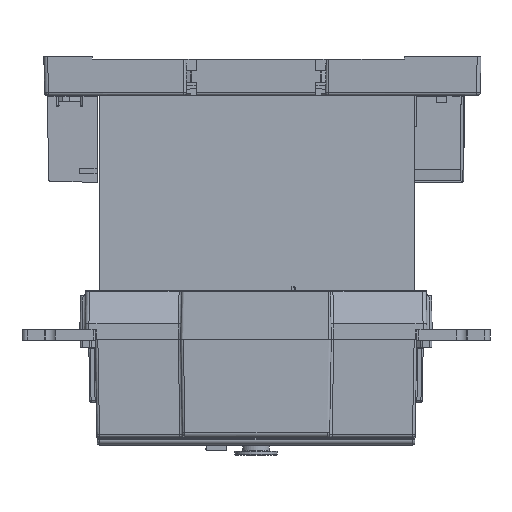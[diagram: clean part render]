
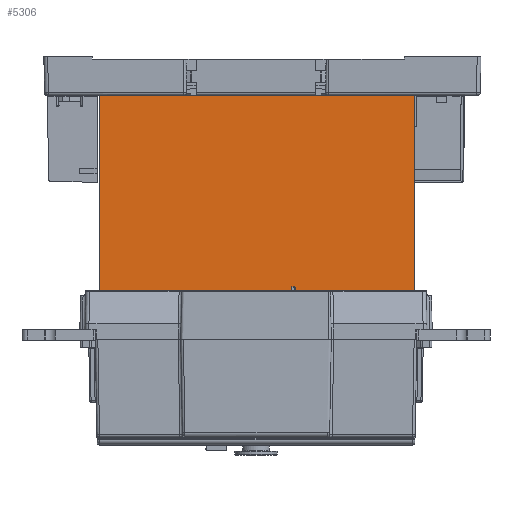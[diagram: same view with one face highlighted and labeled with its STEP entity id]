
A CAD part, left-side view. The second image highlights one B-rep face of the part: STEP entity #5306.
In plain terms, the highlighted planar face has unit normal (-1, 0, 0).
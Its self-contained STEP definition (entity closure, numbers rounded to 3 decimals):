
#2577=PLANE('',#64637);
#5306=ADVANCED_FACE('',(#9977),#2577,.F.);
#9977=FACE_OUTER_BOUND('',#13448,.T.);
#13448=EDGE_LOOP('',(#35358,#35359,#35360,#35361,#35362,#35363,#35364));
#17472=LINE('',#85836,#22891);
#17500=LINE('',#85889,#22919);
#17613=LINE('',#86515,#23032);
#17614=LINE('',#86651,#23033);
#17615=LINE('',#86653,#23034);
#19236=LINE('',#96013,#24655);
#19662=LINE('',#97638,#25081);
#22891=VECTOR('',#68443,1.);
#22919=VECTOR('',#68473,1.);
#23032=VECTOR('',#68658,1.);
#23033=VECTOR('',#68679,1.);
#23034=VECTOR('',#68680,1.);
#24655=VECTOR('',#74031,1.);
#25081=VECTOR('',#74967,1.);
#35358=ORIENTED_EDGE('',*,*,#52482,.F.);
#35359=ORIENTED_EDGE('',*,*,#52454,.T.);
#35360=ORIENTED_EDGE('',*,*,#56055,.T.);
#35361=ORIENTED_EDGE('',*,*,#52717,.T.);
#35362=ORIENTED_EDGE('',*,*,#52716,.T.);
#35363=ORIENTED_EDGE('',*,*,#55525,.T.);
#35364=ORIENTED_EDGE('',*,*,#52687,.T.);
#46603=VERTEX_POINT('',#85835);
#46604=VERTEX_POINT('',#85837);
#46628=VERTEX_POINT('',#85890);
#46821=VERTEX_POINT('',#86516);
#46849=VERTEX_POINT('',#86650);
#46850=VERTEX_POINT('',#86652);
#46851=VERTEX_POINT('',#86654);
#52454=EDGE_CURVE('',#46604,#46603,#17472,.T.);
#52482=EDGE_CURVE('',#46604,#46628,#17500,.T.);
#52687=EDGE_CURVE('',#46821,#46628,#17613,.T.);
#52716=EDGE_CURVE('',#46850,#46849,#17614,.T.);
#52717=EDGE_CURVE('',#46851,#46850,#17615,.T.);
#55525=EDGE_CURVE('',#46849,#46821,#19236,.T.);
#56055=EDGE_CURVE('',#46603,#46851,#19662,.T.);
#64637=AXIS2_PLACEMENT_3D('',#97639,#74968,#74969);
#68443=DIRECTION('',(0.,1.,0.));
#68473=DIRECTION('',(0.,0.,-1.));
#68658=DIRECTION('',(0.,-1.,0.));
#68679=DIRECTION('',(0.,-1.,0.));
#68680=DIRECTION('',(0.,-1.,0.));
#74031=DIRECTION('',(0.,-1.,0.));
#74967=DIRECTION('',(0.,0.,-1.));
#74968=DIRECTION('',(1.,0.,0.));
#74969=DIRECTION('',(0.,0.,-1.));
#85835=CARTESIAN_POINT('',(-44.5,61.,95.));
#85836=CARTESIAN_POINT('',(-44.5,-87.5,95.));
#85837=CARTESIAN_POINT('',(-44.5,-61.5,95.));
#85889=CARTESIAN_POINT('',(-44.5,-61.5,808.525));
#85890=CARTESIAN_POINT('',(-44.5,-61.5,19.));
#86515=CARTESIAN_POINT('',(-44.5,76.35,19.));
#86516=CARTESIAN_POINT('',(-44.5,-25.89,19.));
#86650=CARTESIAN_POINT('',(-44.5,25.89,19.));
#86651=CARTESIAN_POINT('',(-44.5,76.35,19.));
#86652=CARTESIAN_POINT('',(-44.5,45.716,19.));
#86653=CARTESIAN_POINT('',(-44.5,61.,19.));
#86654=CARTESIAN_POINT('',(-44.5,61.,19.));
#96013=CARTESIAN_POINT('',(-44.5,61.,19.));
#97638=CARTESIAN_POINT('',(-44.5,61.,808.525));
#97639=CARTESIAN_POINT('',(-44.5,61.,808.525));
